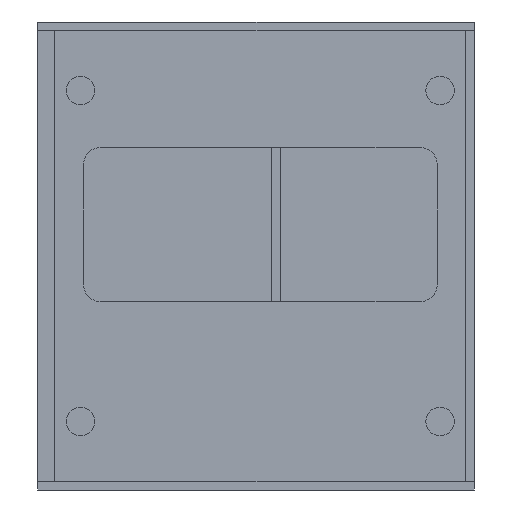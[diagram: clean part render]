
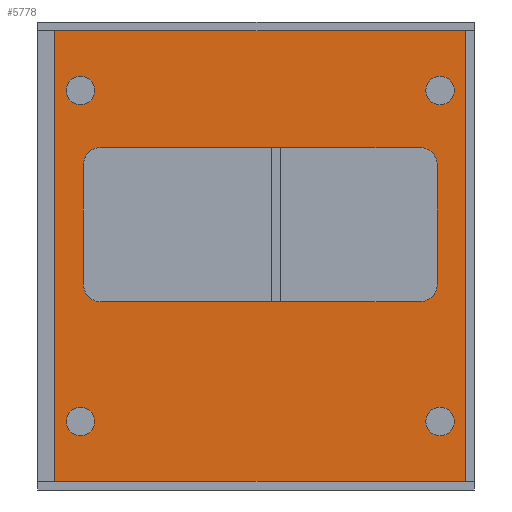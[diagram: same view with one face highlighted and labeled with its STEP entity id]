
A CAD part, left-side view. The second image highlights one B-rep face of the part: STEP entity #5778.
In plain terms, the highlighted planar face has unit normal (-1, 0, 0).
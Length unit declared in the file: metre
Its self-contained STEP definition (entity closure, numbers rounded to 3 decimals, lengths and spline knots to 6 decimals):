
#211=LINE('',#8850,#663);
#216=LINE('',#8865,#668);
#227=LINE('',#8916,#679);
#229=LINE('',#8938,#681);
#231=LINE('',#8946,#683);
#232=LINE('',#8951,#684);
#233=LINE('',#8955,#685);
#234=LINE('',#8959,#686);
#663=VECTOR('',#6954,1.);
#668=VECTOR('',#6965,1.);
#679=VECTOR('',#7010,1.);
#681=VECTOR('',#7036,1.);
#683=VECTOR('',#7046,1.);
#684=VECTOR('',#7049,1.);
#685=VECTOR('',#7052,1.);
#686=VECTOR('',#7055,1.);
#1166=ORIENTED_EDGE('',*,*,#2786,.F.);
#1167=ORIENTED_EDGE('',*,*,#2787,.F.);
#1168=ORIENTED_EDGE('',*,*,#2788,.F.);
#1169=ORIENTED_EDGE('',*,*,#2789,.F.);
#1170=ORIENTED_EDGE('',*,*,#2790,.F.);
#1171=ORIENTED_EDGE('',*,*,#2791,.F.);
#1172=ORIENTED_EDGE('',*,*,#2792,.F.);
#1173=ORIENTED_EDGE('',*,*,#2793,.F.);
#1174=ORIENTED_EDGE('',*,*,#2741,.T.);
#1175=ORIENTED_EDGE('',*,*,#2782,.F.);
#1176=ORIENTED_EDGE('',*,*,#2748,.F.);
#1177=ORIENTED_EDGE('',*,*,#2772,.F.);
#1178=ORIENTED_EDGE('',*,*,#2779,.T.);
#1179=ORIENTED_EDGE('',*,*,#2777,.F.);
#1180=ORIENTED_EDGE('',*,*,#2775,.T.);
#1181=ORIENTED_EDGE('',*,*,#2785,.F.);
#2741=EDGE_CURVE('',#3554,#3553,#211,.T.);
#2748=EDGE_CURVE('',#3560,#3561,#216,.T.);
#2772=EDGE_CURVE('',#3554,#3560,#227,.T.);
#2775=EDGE_CURVE('',#3585,#3585,#4152,.T.);
#2777=EDGE_CURVE('',#3587,#3587,#4154,.T.);
#2779=EDGE_CURVE('',#3589,#3589,#4156,.T.);
#2782=EDGE_CURVE('',#3561,#3553,#229,.T.);
#2785=EDGE_CURVE('',#3593,#3593,#4160,.T.);
#2786=EDGE_CURVE('',#3594,#3595,#231,.T.);
#2787=EDGE_CURVE('',#3596,#3594,#4161,.F.);
#2788=EDGE_CURVE('',#3597,#3596,#232,.T.);
#2789=EDGE_CURVE('',#3598,#3597,#4162,.F.);
#2790=EDGE_CURVE('',#3599,#3598,#233,.T.);
#2791=EDGE_CURVE('',#3600,#3599,#4163,.F.);
#2792=EDGE_CURVE('',#3601,#3600,#234,.T.);
#2793=EDGE_CURVE('',#3595,#3601,#4164,.F.);
#3553=VERTEX_POINT('',#8849);
#3554=VERTEX_POINT('',#8851);
#3560=VERTEX_POINT('',#8864);
#3561=VERTEX_POINT('',#8866);
#3585=VERTEX_POINT('',#8922);
#3587=VERTEX_POINT('',#8927);
#3589=VERTEX_POINT('',#8932);
#3593=VERTEX_POINT('',#8944);
#3594=VERTEX_POINT('',#8947);
#3595=VERTEX_POINT('',#8948);
#3596=VERTEX_POINT('',#8950);
#3597=VERTEX_POINT('',#8952);
#3598=VERTEX_POINT('',#8954);
#3599=VERTEX_POINT('',#8956);
#3600=VERTEX_POINT('',#8958);
#3601=VERTEX_POINT('',#8960);
#4152=CIRCLE('',#6249,0.0025);
#4154=CIRCLE('',#6252,0.0025);
#4156=CIRCLE('',#6255,0.0025);
#4160=CIRCLE('',#6261,0.0025);
#4161=CIRCLE('',#6263,0.003);
#4162=CIRCLE('',#6264,0.003);
#4163=CIRCLE('',#6265,0.003);
#4164=CIRCLE('',#6266,0.003);
#4519=EDGE_LOOP('',(#1166,#1167,#1168,#1169,#1170,#1171,#1172,#1173));
#4520=EDGE_LOOP('',(#1174,#1175,#1176,#1177));
#4521=EDGE_LOOP('',(#1178));
#4522=EDGE_LOOP('',(#1179));
#4523=EDGE_LOOP('',(#1180));
#4524=EDGE_LOOP('',(#1181));
#5069=FACE_BOUND('',#4519,.T.);
#5070=FACE_BOUND('',#4520,.T.);
#5071=FACE_BOUND('',#4521,.T.);
#5072=FACE_BOUND('',#4522,.T.);
#5073=FACE_BOUND('',#4523,.T.);
#5074=FACE_BOUND('',#4524,.T.);
#5601=PLANE('',#6262);
#5778=ADVANCED_FACE('',(#5069,#5070,#5071,#5072,#5073,#5074),#5601,.T.);
#6249=AXIS2_PLACEMENT_3D('',#8921,#7016,#7017);
#6252=AXIS2_PLACEMENT_3D('',#8926,#7022,#7023);
#6255=AXIS2_PLACEMENT_3D('',#8931,#7028,#7029);
#6261=AXIS2_PLACEMENT_3D('',#8943,#7042,#7043);
#6262=AXIS2_PLACEMENT_3D('',#8945,#7044,#7045);
#6263=AXIS2_PLACEMENT_3D('',#8949,#7047,#7048);
#6264=AXIS2_PLACEMENT_3D('',#8953,#7050,#7051);
#6265=AXIS2_PLACEMENT_3D('',#8957,#7053,#7054);
#6266=AXIS2_PLACEMENT_3D('',#8961,#7056,#7057);
#6954=DIRECTION('',(0.,1.,0.));
#6965=DIRECTION('',(0.,1.,0.));
#7010=DIRECTION('',(0.,0.,-1.));
#7016=DIRECTION('',(1.,0.,0.));
#7017=DIRECTION('',(0.,0.,-1.));
#7022=DIRECTION('',(-1.,0.,0.));
#7023=DIRECTION('',(0.,0.,-1.));
#7028=DIRECTION('',(1.,0.,0.));
#7029=DIRECTION('',(0.,0.,-1.));
#7036=DIRECTION('',(0.,0.,1.));
#7042=DIRECTION('',(-1.,0.,0.));
#7043=DIRECTION('',(0.,0.,-1.));
#7044=DIRECTION('',(-1.,0.,0.));
#7045=DIRECTION('',(0.,1.,0.));
#7046=DIRECTION('',(0.,0.,1.));
#7047=DIRECTION('',(1.,0.,0.));
#7048=DIRECTION('',(0.,0.,-1.));
#7049=DIRECTION('',(0.,-1.,0.));
#7050=DIRECTION('',(1.,0.,0.));
#7051=DIRECTION('',(0.,0.,-1.));
#7052=DIRECTION('',(0.,0.,-1.));
#7053=DIRECTION('',(1.,0.,0.));
#7054=DIRECTION('',(0.,0.,-1.));
#7055=DIRECTION('',(0.,1.,0.));
#7056=DIRECTION('',(1.,0.,0.));
#7057=DIRECTION('',(0.,0.,-1.));
#8849=CARTESIAN_POINT('',(-0.1175,0.072,0.0395));
#8850=CARTESIAN_POINT('',(-0.1175,0.036,0.0395));
#8851=CARTESIAN_POINT('',(-0.1175,0.,0.0395));
#8864=CARTESIAN_POINT('',(-0.1175,0.,-0.0395));
#8865=CARTESIAN_POINT('',(-0.1175,0.036,-0.0395));
#8866=CARTESIAN_POINT('',(-0.1175,0.072,-0.0395));
#8916=CARTESIAN_POINT('',(-0.1175,0.,0.));
#8921=CARTESIAN_POINT('',(-0.1175,0.0675,-0.029));
#8922=CARTESIAN_POINT('',(-0.1175,0.0675,-0.0315));
#8926=CARTESIAN_POINT('',(-0.1175,0.0675,0.029));
#8927=CARTESIAN_POINT('',(-0.1175,0.0675,0.0265));
#8931=CARTESIAN_POINT('',(-0.1175,0.0045,0.029));
#8932=CARTESIAN_POINT('',(-0.1175,0.0045,0.0265));
#8938=CARTESIAN_POINT('',(-0.1175,0.072,0.));
#8943=CARTESIAN_POINT('',(-0.1175,0.0045,-0.029));
#8944=CARTESIAN_POINT('',(-0.1175,0.0045,-0.0315));
#8945=CARTESIAN_POINT('',(-0.1175,0.03525,0.));
#8946=CARTESIAN_POINT('',(-0.1175,0.005,0.0055));
#8947=CARTESIAN_POINT('',(-0.1175,0.005,-0.005));
#8948=CARTESIAN_POINT('',(-0.1175,0.005,0.016));
#8949=CARTESIAN_POINT('',(-0.1175,0.008,-0.005));
#8950=CARTESIAN_POINT('',(-0.1175,0.008,-0.008));
#8951=CARTESIAN_POINT('',(-0.1175,0.036,-0.008));
#8952=CARTESIAN_POINT('',(-0.1175,0.064,-0.008));
#8953=CARTESIAN_POINT('',(-0.1175,0.064,-0.005));
#8954=CARTESIAN_POINT('',(-0.1175,0.067,-0.005));
#8955=CARTESIAN_POINT('',(-0.1175,0.067,0.0055));
#8956=CARTESIAN_POINT('',(-0.1175,0.067,0.016));
#8957=CARTESIAN_POINT('',(-0.1175,0.064,0.016));
#8958=CARTESIAN_POINT('',(-0.1175,0.064,0.019));
#8959=CARTESIAN_POINT('',(-0.1175,0.036,0.019));
#8960=CARTESIAN_POINT('',(-0.1175,0.008,0.019));
#8961=CARTESIAN_POINT('',(-0.1175,0.008,0.016));
